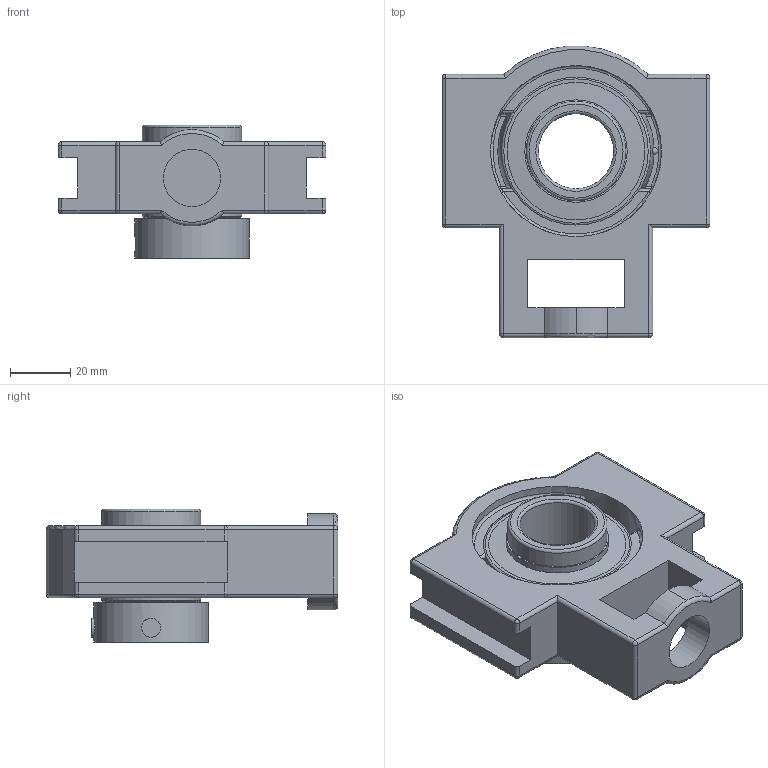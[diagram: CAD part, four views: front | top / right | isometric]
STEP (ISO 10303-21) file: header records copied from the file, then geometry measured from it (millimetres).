
FILE_DESCRIPTION(('HOOPS Exchange Step'),'2;1');
FILE_NAME('export-9E7B8D8C-2193-48F7-9904-DA41EC38EA9B.stp','2020-05-20T10:31:23-07:00',('dkerr'),('Alibre'),'HOOPS Exchange 2020.0','Alibre','Unknown authorisation');
FILE_SCHEMA( ('AP242_MANAGED_MODEL_BASED_3D_ENGINEERING_MIM_LF {1 0 10303 442 1 1 4 }') );
Length unit declared in the file: inch
Products named in the file (8): MRN STM 205 L4L; SHC 205 (Ball Bearings); SHC 205 (Setscrew); SHC 205 (Collar); SHC 205 L4L (25mm) (Race); SHC 205 (Shield); MRN SHC 205 L4L (25mm); MRN SHCSTM 205 L4L (25mm)
Assembly tree (7 placements, depth 3):
  MRN SHCSTM 205 L4L (25mm)
    MRN STM 205 L4L
    MRN SHC 205 L4L (25mm)
      SHC 205 (Ball Bearings)
      SHC 205 (Setscrew)
      SHC 205 (Collar)
      SHC 205 L4L (25mm) (Race)
      SHC 205 (Shield)
Bounding box: 89 x 96.88 x 44.4 mm (x, y, z)
Volume: 113697.6 mm3; surface area: 47571.1 mm2
Topology: 16 solids, 16 shells, 186 faces, 483 edges, 296 vertices
Faces by surface type: cylinder 70, plane 55, sphere 28, torus 17, cone 12, bspline 4
Full cylindrical faces by diameter (mm): 6.35 x3, 19 x1, 25 x2, 30.48 x2, 33.02 x4, 34.036 x2, 38.1 x1, 44.45 x2, 45.72 x4, 56.878 x2, 60.25 x1
Entity records: 7652 total; most frequent: CARTESIAN_POINT 2907, DIRECTION 1039, ORIENTED_EDGE 892, EDGE_CURVE 446, AXIS2_PLACEMENT_3D 429, VERTEX_POINT 296, CIRCLE 220, EDGE_LOOP 208
